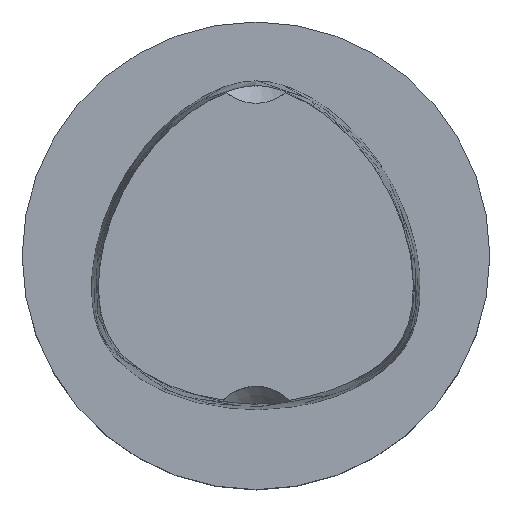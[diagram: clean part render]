
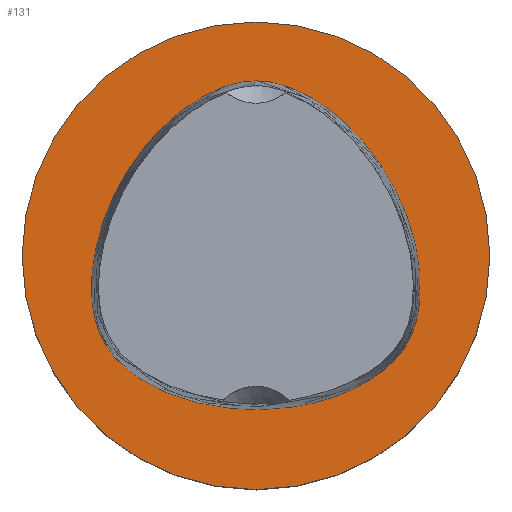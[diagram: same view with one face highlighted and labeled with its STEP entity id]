
A CAD part, top view. The second image highlights one B-rep face of the part: STEP entity #131.
In plain terms, the highlighted planar face has unit normal (0, 0, 1).
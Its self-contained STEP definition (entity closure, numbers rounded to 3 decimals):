
#75=EDGE_CURVE('240[2]',#195,#195,#196,.T.);
#83=EDGE_CURVE('240[2]',#208,#208,#209,.T.);
#131=ADVANCED_FACE('240[2]',(#282,#283),#284,.T.);
#195=VERTEX_POINT('',#350);
#196=CIRCLE('',#351,24.99);
#208=VERTEX_POINT('',#366);
#209=B_SPLINE_CURVE_WITH_KNOTS('',3,(#367,#368,#369,#370,#371,#372,#373,#374,#375,#376,#377,#378,#379,#380,#381,#382,#383,#384,#385,#386,#387,#388,#389,#390,#391,#392,#393,#394,#395,#396,#397,#398,#399,#400,#401,#402,#403,#404,#405,#406,#407,#408,#409,#410,#411,#412,#413,#414,#415,#416,#417,#418),.UNSPECIFIED.,.T.,.F.,(4,3,1,1,1,1,1,1,1,1,1,1,1,1,1,1,1,1,1,1,1,1,1,1,1,1,1,1,1,1,1,1,1,1,1,1,1,1,1,1,1,1,1,1,1,1,1,4),(0.,0.,0.023,0.046,0.069,0.09,0.112,0.133,0.153,0.173,0.194,0.215,0.236,0.257,0.28,0.303,0.326,0.349,0.372,0.394,0.417,0.438,0.459,0.48,0.5,0.52,0.541,0.562,0.583,0.606,0.628,0.651,0.674,0.697,0.72,0.743,0.764,0.785,0.806,0.827,0.847,0.867,0.888,0.91,0.931,0.954,0.977,1.0),.UNSPECIFIED.);
#282=FACE_OUTER_BOUND('',#1593,.T.);
#283=FACE_BOUND('',#1594,.T.);
#284=PLANE('',#1595);
#350=CARTESIAN_POINT('',(0.,24.99,0.));
#351=AXIS2_PLACEMENT_3D('',#1795,#1796,#1797);
#366=CARTESIAN_POINT('',(0.001,18.694,0.0));
#367=CARTESIAN_POINT('',(0.001,18.694,0.0));
#368=CARTESIAN_POINT('',(0.011,18.694,0.0));
#369=CARTESIAN_POINT('',(0.02,18.694,0.0));
#370=CARTESIAN_POINT('',(0.029,18.694,0.0));
#371=CARTESIAN_POINT('',(0.868,18.695,0.0));
#372=CARTESIAN_POINT('',(2.552,18.418,0.0));
#373=CARTESIAN_POINT('',(4.899,17.498,0.0));
#374=CARTESIAN_POINT('',(7.042,16.239,0.0));
#375=CARTESIAN_POINT('',(8.953,14.751,0.0));
#376=CARTESIAN_POINT('',(10.656,13.119,0.0));
#377=CARTESIAN_POINT('',(12.164,11.372,0.0));
#378=CARTESIAN_POINT('',(13.489,9.526,0.0));
#379=CARTESIAN_POINT('',(14.645,7.587,0.0));
#380=CARTESIAN_POINT('',(15.637,5.55,0.0));
#381=CARTESIAN_POINT('',(16.457,3.408,0.0));
#382=CARTESIAN_POINT('',(17.089,1.155,0.0));
#383=CARTESIAN_POINT('',(17.497,-1.211,0.0));
#384=CARTESIAN_POINT('',(17.639,-3.672,0.0));
#385=CARTESIAN_POINT('',(17.405,-6.179,0.0));
#386=CARTESIAN_POINT('',(16.692,-8.64,0.0));
#387=CARTESIAN_POINT('',(15.284,-10.803,0.0));
#388=CARTESIAN_POINT('',(13.394,-12.511,0.0));
#389=CARTESIAN_POINT('',(11.276,-13.846,0.0));
#390=CARTESIAN_POINT('',(9.049,-14.853,0.0));
#391=CARTESIAN_POINT('',(6.791,-15.6,0.0));
#392=CARTESIAN_POINT('',(4.52,-16.102,0.0));
#393=CARTESIAN_POINT('',(2.262,-16.323,0.0));
#394=CARTESIAN_POINT('',(0.01,-16.517,0.0));
#395=CARTESIAN_POINT('',(-2.243,-16.331,0.0));
#396=CARTESIAN_POINT('',(-4.52,-16.097,0.0));
#397=CARTESIAN_POINT('',(-6.791,-15.599,0.0));
#398=CARTESIAN_POINT('',(-9.058,-14.87,0.0));
#399=CARTESIAN_POINT('',(-11.284,-13.857,0.0));
#400=CARTESIAN_POINT('',(-13.39,-12.506,0.0));
#401=CARTESIAN_POINT('',(-15.273,-10.794,0.0));
#402=CARTESIAN_POINT('',(-16.68,-8.635,0.0));
#403=CARTESIAN_POINT('',(-17.41,-6.181,0.0));
#404=CARTESIAN_POINT('',(-17.651,-3.673,0.0));
#405=CARTESIAN_POINT('',(-17.499,-1.211,0.0));
#406=CARTESIAN_POINT('',(-17.085,1.154,0.0));
#407=CARTESIAN_POINT('',(-16.457,3.408,0.0));
#408=CARTESIAN_POINT('',(-15.638,5.55,0.0));
#409=CARTESIAN_POINT('',(-14.645,7.586,0.0));
#410=CARTESIAN_POINT('',(-13.489,9.526,0.0));
#411=CARTESIAN_POINT('',(-12.164,11.372,0.0));
#412=CARTESIAN_POINT('',(-10.656,13.118,0.0));
#413=CARTESIAN_POINT('',(-8.95,14.746,0.0));
#414=CARTESIAN_POINT('',(-7.035,16.229,0.0));
#415=CARTESIAN_POINT('',(-4.906,17.513,0.0));
#416=CARTESIAN_POINT('',(-2.545,18.442,0.0));
#417=CARTESIAN_POINT('',(-0.847,18.69,0.0));
#418=CARTESIAN_POINT('',(0.001,18.694,0.0));
#1593=EDGE_LOOP('',(#1884));
#1594=EDGE_LOOP('',(#1885));
#1595=AXIS2_PLACEMENT_3D('',#1886,#1887,#1888);
#1795=CARTESIAN_POINT('',(0.0,0.0,0.0));
#1796=DIRECTION('',(0.,0.,-1.0));
#1797=DIRECTION('',(0.,1.0,0.));
#1884=ORIENTED_EDGE('',*,*,#75,.F.);
#1885=ORIENTED_EDGE('',*,*,#83,.T.);
#1886=CARTESIAN_POINT('',(0.,12.495,0.));
#1887=DIRECTION('',(0.,0.,1.0));
#1888=DIRECTION('',(1.0,0.,0.0));
